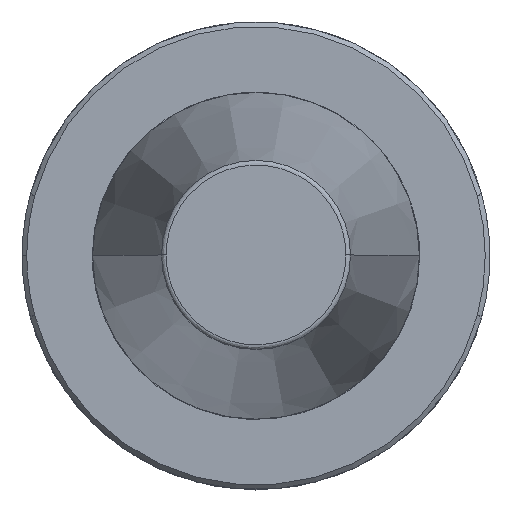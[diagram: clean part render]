
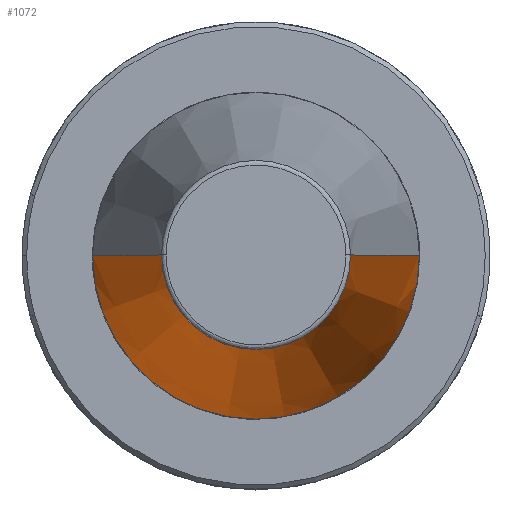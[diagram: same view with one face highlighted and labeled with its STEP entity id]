
A CAD part, top view. The second image highlights one B-rep face of the part: STEP entity #1072.
In plain terms, the highlighted conical face has half-angle 8.297 degrees and reference radius 34.925 mm.
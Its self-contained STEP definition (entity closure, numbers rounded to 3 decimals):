
#32 = CARTESIAN_POINT ( 'NONE',  ( 34.925, 0., 0. ) ) ;
#122 = CARTESIAN_POINT ( 'NONE',  ( 20.204, 0., 100.944 ) ) ;
#191 = DIRECTION ( 'NONE',  ( -0.144, 0., -0.99 ) ) ;
#194 = DIRECTION ( 'NONE',  ( -1., 0., 0. ) ) ;
#200 = CARTESIAN_POINT ( 'NONE',  ( 0., 0., 0. ) ) ;
#203 = DIRECTION ( 'NONE',  ( 0., 0., -1. ) ) ;
#209 = DIRECTION ( 'NONE',  ( -1., 0., 0. ) ) ;
#216 = EDGE_LOOP ( 'NONE', ( #2276, #2033, #730, #1422 ) ) ;
#557 = FACE_OUTER_BOUND ( 'NONE', #216, .T. ) ;
#632 = CONICAL_SURFACE ( 'NONE', #1889, 34.925, 0.145 ) ;
#654 = CARTESIAN_POINT ( 'NONE',  ( 0., 0., 100.944 ) ) ;
#667 = AXIS2_PLACEMENT_3D ( 'NONE', #1146, #1600, #194 ) ;
#730 = ORIENTED_EDGE ( 'NONE', *, *, #2621, .T. ) ;
#890 = LINE ( 'NONE', #2428, #942 ) ;
#942 = VECTOR ( 'NONE', #1077, 1000. ) ;
#1043 = CIRCLE ( 'NONE', #667, 34.925 ) ;
#1072 = ADVANCED_FACE ( 'NONE', ( #557 ), #632, .T. ) ;
#1077 = DIRECTION ( 'NONE',  ( 0.144, 0., -0.99 ) ) ;
#1146 = CARTESIAN_POINT ( 'NONE',  ( 0., 0., 0. ) ) ;
#1256 = VERTEX_POINT ( 'NONE', #32 ) ;
#1370 = CARTESIAN_POINT ( 'NONE',  ( -34.925, 0., 0. ) ) ;
#1391 = CIRCLE ( 'NONE', #2745, 20.204 ) ;
#1422 = ORIENTED_EDGE ( 'NONE', *, *, #1505, .T. ) ;
#1445 = EDGE_CURVE ( 'NONE', #1958, #1256, #890, .T. ) ;
#1477 = CARTESIAN_POINT ( 'NONE',  ( -34.925, 0., 0. ) ) ;
#1505 = EDGE_CURVE ( 'NONE', #2799, #1256, #1043, .T. ) ;
#1600 = DIRECTION ( 'NONE',  ( 0., 0., 1. ) ) ;
#1763 = VERTEX_POINT ( 'NONE', #2870 ) ;
#1889 = AXIS2_PLACEMENT_3D ( 'NONE', #200, #203, #209 ) ;
#1931 = EDGE_CURVE ( 'NONE', #1958, #1763, #1391, .T. ) ;
#1958 = VERTEX_POINT ( 'NONE', #122 ) ;
#2024 = DIRECTION ( 'NONE',  ( 0., 0., -1. ) ) ;
#2033 = ORIENTED_EDGE ( 'NONE', *, *, #1931, .T. ) ;
#2066 = VECTOR ( 'NONE', #191, 1000. ) ;
#2070 = LINE ( 'NONE', #1370, #2066 ) ;
#2244 = DIRECTION ( 'NONE',  ( -1., 0., 0. ) ) ;
#2276 = ORIENTED_EDGE ( 'NONE', *, *, #1445, .F. ) ;
#2428 = CARTESIAN_POINT ( 'NONE',  ( 34.925, 0., 0. ) ) ;
#2621 = EDGE_CURVE ( 'NONE', #1763, #2799, #2070, .T. ) ;
#2745 = AXIS2_PLACEMENT_3D ( 'NONE', #654, #2024, #2244 ) ;
#2799 = VERTEX_POINT ( 'NONE', #1477 ) ;
#2870 = CARTESIAN_POINT ( 'NONE',  ( -20.204, 0., 100.944 ) ) ;
